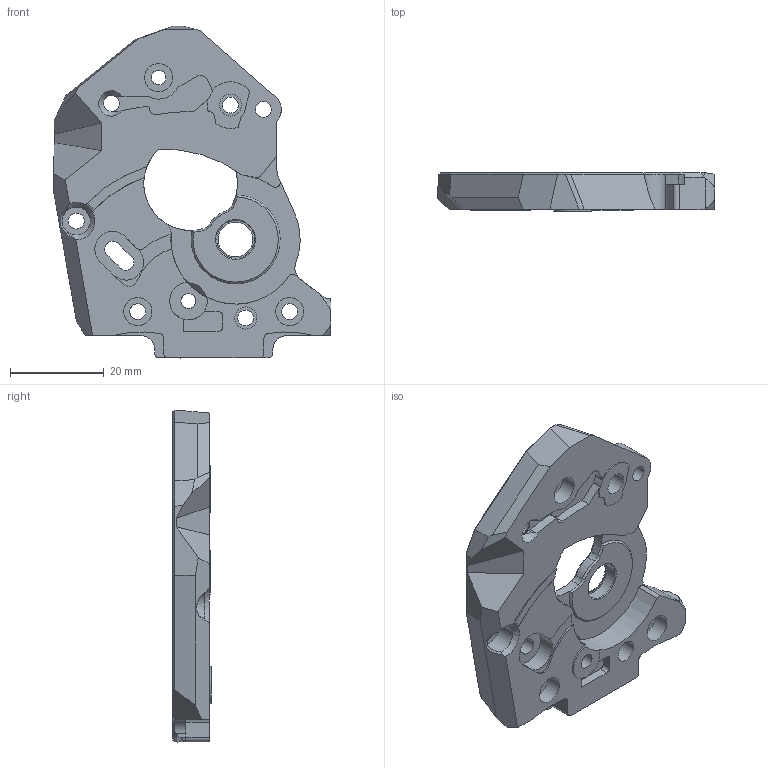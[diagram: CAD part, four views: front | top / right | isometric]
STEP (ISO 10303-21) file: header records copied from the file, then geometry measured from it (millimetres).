
FILE_DESCRIPTION(/* description */ ('','CAx-IF Rec.Pracs.---Representation and Presentation of Product Manufacturing Information (PMI)---4.0---2014-10-13'),/* implementation_level */ '2;1');
FILE_NAME(/* name */ 'Motor_Plate.step',/* time_stamp */ '2025-03-05T20:07:30+03:00',/* author */ (''),/* organization */ (''),/* preprocessor_version */ 'ST-DEVELOPER v20',/* originating_system */ 'Autodesk Translation Framework v13.20.0.188',/* authorisation */ '');
FILE_SCHEMA (('AP242_MANAGED_MODEL_BASED_3D_ENGINEERING_MIM_LF { 1 0 10303 442 1 1 4 }'));
Length unit declared in the file: millimetre
Products named in the file (1): Clockwork2_motor_plate
Bounding box: 59.09 x 8.2 x 70.8 mm (x, y, z)
Volume: 15803.2 mm3; surface area: 8772.6 mm2
Topology: 1 solids, 1 shells, 236 faces, 650 edges, 423 vertices
Faces by surface type: plane 104, cylinder 88, cone 40, bspline 3, torus 1
Full cylindrical faces by diameter (mm): 3.1 x1, 3.2 x2, 3.4 x7, 4.7 x7, 6 x4, 7.4 x1, 8.1 x1
Entity records: 7918 total; most frequent: CARTESIAN_POINT 1676, DIRECTION 1332, ORIENTED_EDGE 1300, EDGE_CURVE 650, AXIS2_PLACEMENT_3D 491, VERTEX_POINT 423, LINE 350, VECTOR 350
